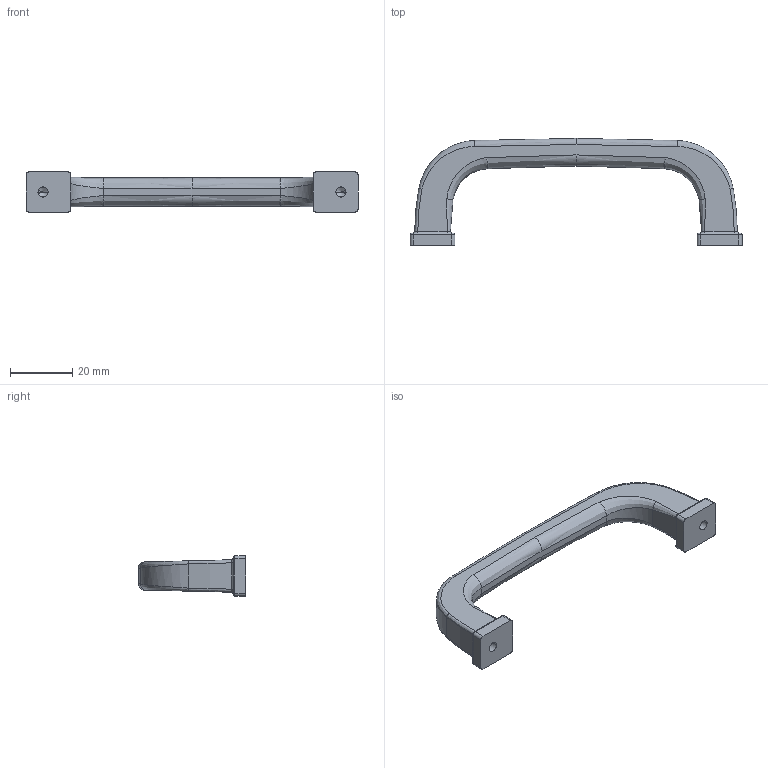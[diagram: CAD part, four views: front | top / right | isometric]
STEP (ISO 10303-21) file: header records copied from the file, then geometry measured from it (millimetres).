
FILE_DESCRIPTION(('Creo Elements/Direct Modeling STEP Export'),'2;1');
FILE_NAME('1577-110.stp','2019-01-14T15:46:25',(''),(''),'Creo Elements/Direct Modeling STEP processor for AP214 (Solid Model)','Creo Elements/Direct Modeling 20.0 12-Nov-2016 (C) Parametric Technology GmbH','');
FILE_SCHEMA(('AUTOMOTIVE_DESIGN { 1 0 10303 214 1 1 1 1 }'));
Length unit declared in the file: millimetre
Products named in the file (1): 1577-110
Bounding box: 107 x 34.5 x 13 mm (x, y, z)
Volume: 13058.4 mm3; surface area: 5700.2 mm2
Topology: 1 solids, 1 shells, 102 faces, 236 edges, 138 vertices
Faces by surface type: bspline 40, cylinder 34, plane 16, torus 8, cone 4
Entity records: 6711 total; most frequent: CARTESIAN_POINT 4786, ORIENTED_EDGE 464, DIRECTION 284, EDGE_CURVE 232, VERTEX_POINT 138, AXIS2_PLACEMENT_3D 112, EDGE_LOOP 108, FACE_OUTER_BOUND 102
